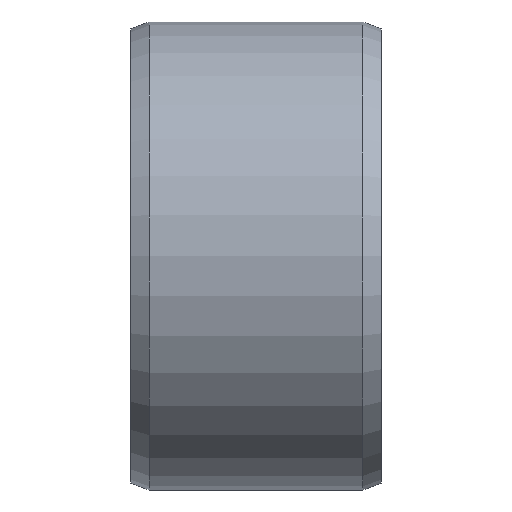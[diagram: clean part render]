
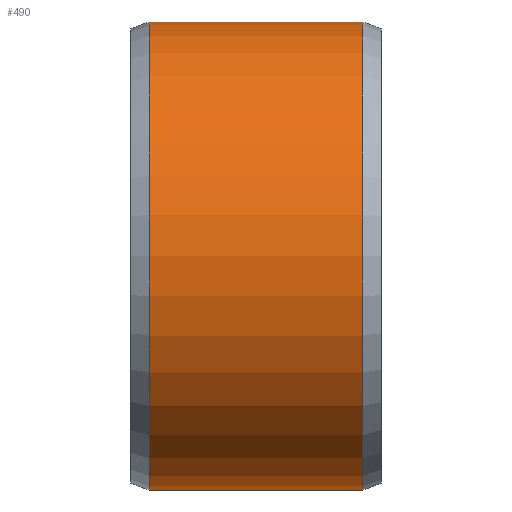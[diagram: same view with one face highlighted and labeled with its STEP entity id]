
A CAD part, top view. The second image highlights one B-rep face of the part: STEP entity #490.
In plain terms, the highlighted cylindrical face has radius 437.5 mm (diameter 875 mm), a full revolution.
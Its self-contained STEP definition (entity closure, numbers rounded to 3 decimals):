
#46=LINE('',#755,#86);
#47=LINE('',#760,#87);
#48=LINE('',#765,#88);
#49=LINE('',#770,#89);
#86=VECTOR('',#599,1000.);
#87=VECTOR('',#602,1000.);
#88=VECTOR('',#607,1000.);
#89=VECTOR('',#610,1000.);
#126=ORIENTED_EDGE('',*,*,#258,.F.);
#127=ORIENTED_EDGE('',*,*,#259,.F.);
#128=ORIENTED_EDGE('',*,*,#260,.F.);
#129=ORIENTED_EDGE('',*,*,#261,.F.);
#130=ORIENTED_EDGE('',*,*,#262,.F.);
#131=ORIENTED_EDGE('',*,*,#263,.T.);
#132=ORIENTED_EDGE('',*,*,#264,.F.);
#133=ORIENTED_EDGE('',*,*,#265,.F.);
#134=ORIENTED_EDGE('',*,*,#266,.F.);
#135=ORIENTED_EDGE('',*,*,#267,.F.);
#258=EDGE_CURVE('',#324,#324,#370,.T.);
#259=EDGE_CURVE('',#325,#326,#46,.T.);
#260=EDGE_CURVE('',#327,#325,#371,.T.);
#261=EDGE_CURVE('',#328,#327,#47,.F.);
#262=EDGE_CURVE('',#326,#328,#372,.T.);
#263=EDGE_CURVE('',#329,#329,#373,.T.);
#264=EDGE_CURVE('',#330,#331,#48,.T.);
#265=EDGE_CURVE('',#332,#330,#374,.T.);
#266=EDGE_CURVE('',#333,#332,#49,.F.);
#267=EDGE_CURVE('',#331,#333,#375,.T.);
#324=VERTEX_POINT('',#754);
#325=VERTEX_POINT('',#756);
#326=VERTEX_POINT('',#757);
#327=VERTEX_POINT('',#759);
#328=VERTEX_POINT('',#761);
#329=VERTEX_POINT('',#764);
#330=VERTEX_POINT('',#766);
#331=VERTEX_POINT('',#767);
#332=VERTEX_POINT('',#769);
#333=VERTEX_POINT('',#771);
#370=CIRCLE('',#536,437.5);
#371=CIRCLE('',#537,437.5);
#372=CIRCLE('',#538,437.5);
#373=CIRCLE('',#539,437.5);
#374=CIRCLE('',#540,437.5);
#375=CIRCLE('',#541,437.5);
#396=EDGE_LOOP('',(#126));
#397=EDGE_LOOP('',(#127,#128,#129,#130));
#398=EDGE_LOOP('',(#131));
#399=EDGE_LOOP('',(#132,#133,#134,#135));
#440=FACE_BOUND('',#396,.T.);
#441=FACE_BOUND('',#397,.T.);
#442=FACE_BOUND('',#398,.T.);
#443=FACE_BOUND('',#399,.T.);
#484=CYLINDRICAL_SURFACE('',#535,437.5);
#490=ADVANCED_FACE('',(#440,#441,#442,#443),#484,.T.);
#535=AXIS2_PLACEMENT_3D('',#752,#595,#596);
#536=AXIS2_PLACEMENT_3D('',#753,#597,#598);
#537=AXIS2_PLACEMENT_3D('',#758,#600,#601);
#538=AXIS2_PLACEMENT_3D('',#762,#603,#604);
#539=AXIS2_PLACEMENT_3D('',#763,#605,#606);
#540=AXIS2_PLACEMENT_3D('',#768,#608,#609);
#541=AXIS2_PLACEMENT_3D('',#772,#611,#612);
#595=DIRECTION('',(1.,0.,0.));
#596=DIRECTION('',(0.,0.,-1.));
#597=DIRECTION('',(1.,0.,0.));
#598=DIRECTION('',(0.,0.,-1.));
#599=DIRECTION('',(1.,0.,0.));
#600=DIRECTION('',(1.,0.,0.));
#601=DIRECTION('',(0.,0.,-1.));
#602=DIRECTION('',(1.,0.,0.));
#603=DIRECTION('',(-1.,0.,0.));
#604=DIRECTION('',(0.,0.,1.));
#605=DIRECTION('',(1.,0.,0.));
#606=DIRECTION('',(0.,0.,-1.));
#607=DIRECTION('',(1.,0.,0.));
#608=DIRECTION('',(1.,0.,0.));
#609=DIRECTION('',(0.,0.,-1.));
#610=DIRECTION('',(1.,0.,0.));
#611=DIRECTION('',(-1.,0.,0.));
#612=DIRECTION('',(0.,0.,1.));
#752=CARTESIAN_POINT('',(250.,0.,0.));
#753=CARTESIAN_POINT('',(200.,0.,0.));
#754=CARTESIAN_POINT('',(200.,0.,-437.5));
#755=CARTESIAN_POINT('',(250.,149.264,-411.25));
#756=CARTESIAN_POINT('',(53.571,149.264,-411.25));
#757=CARTESIAN_POINT('',(125.,149.264,-411.25));
#758=CARTESIAN_POINT('',(53.571,0.,0.));
#759=CARTESIAN_POINT('',(53.571,-149.264,-411.25));
#760=CARTESIAN_POINT('',(250.,-149.264,-411.25));
#761=CARTESIAN_POINT('',(125.,-149.264,-411.25));
#762=CARTESIAN_POINT('',(125.,0.,0.));
#763=CARTESIAN_POINT('',(-200.,0.,0.));
#764=CARTESIAN_POINT('',(-200.,0.,-437.5));
#765=CARTESIAN_POINT('',(250.,149.264,-411.25));
#766=CARTESIAN_POINT('',(-125.,149.264,-411.25));
#767=CARTESIAN_POINT('',(-53.571,149.264,-411.25));
#768=CARTESIAN_POINT('',(-125.,0.,0.));
#769=CARTESIAN_POINT('',(-125.,-149.264,-411.25));
#770=CARTESIAN_POINT('',(250.,-149.264,-411.25));
#771=CARTESIAN_POINT('',(-53.571,-149.264,-411.25));
#772=CARTESIAN_POINT('',(-53.571,0.,0.));
